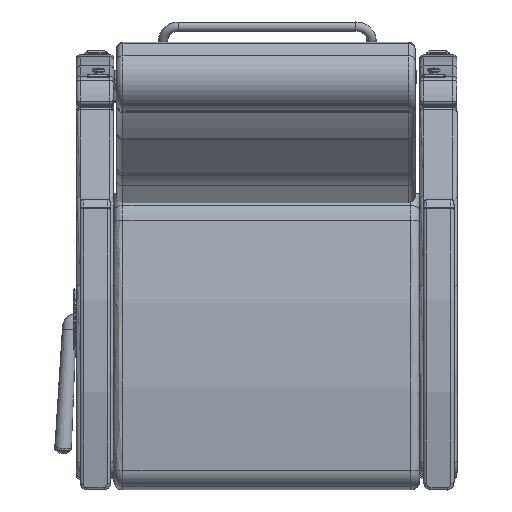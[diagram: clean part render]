
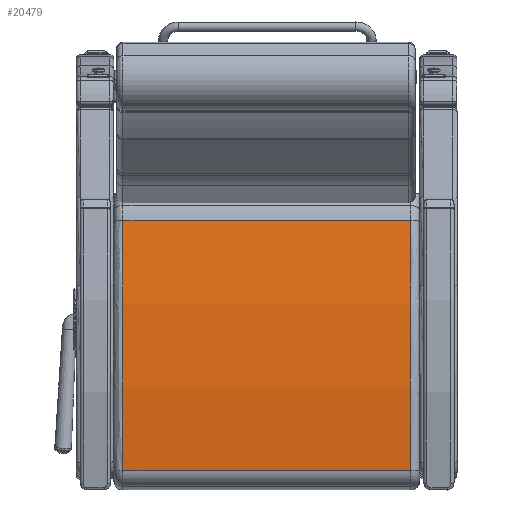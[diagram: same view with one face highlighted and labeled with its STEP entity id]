
A CAD part, front view. The second image highlights one B-rep face of the part: STEP entity #20479.
In plain terms, the highlighted free-form (B-spline) face has degree [1, 2] with [2, 3] control points.
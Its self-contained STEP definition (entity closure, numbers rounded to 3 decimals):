
#735=(
BOUNDED_SURFACE()
B_SPLINE_SURFACE(1,2,((#31138,#31139,#31140),(#31141,#31142,#31143)),
 .UNSPECIFIED.,.F.,.F.,.F.)
B_SPLINE_SURFACE_WITH_KNOTS((2,2),(3,3),(-0.193,0.193),
(1.362,1.699),.UNSPECIFIED.)
GEOMETRIC_REPRESENTATION_ITEM()
RATIONAL_B_SPLINE_SURFACE(((1.,0.986,1.),(1.,0.986,
1.)))
REPRESENTATION_ITEM('')
SURFACE()
);
#1281=ELLIPSE('',#22069,60.054,60.);
#1291=ELLIPSE('',#22097,60.054,60.);
#2249=FACE_OUTER_BOUND('',#3474,.T.);
#3474=EDGE_LOOP('',(#14354,#14355,#14356,#14357));
#4863=LINE('',#31136,#6313);
#4864=LINE('',#31145,#6314);
#6313=VECTOR('',#24656,0.394);
#6314=VECTOR('',#24659,0.394);
#8920=VERTEX_POINT('',#30928);
#8921=VERTEX_POINT('',#30929);
#8946=VERTEX_POINT('',#31135);
#8947=VERTEX_POINT('',#31144);
#11109=EDGE_CURVE('',#8920,#8921,#1281,.T.);
#11147=EDGE_CURVE('',#8921,#8946,#4863,.T.);
#11149=EDGE_CURVE('',#8920,#8947,#4864,.T.);
#11150=EDGE_CURVE('',#8946,#8947,#1291,.T.);
#14354=ORIENTED_EDGE('',*,*,#11109,.F.);
#14355=ORIENTED_EDGE('',*,*,#11149,.T.);
#14356=ORIENTED_EDGE('',*,*,#11150,.F.);
#14357=ORIENTED_EDGE('',*,*,#11147,.F.);
#20479=ADVANCED_FACE('',(#2249),#735,.F.);
#22069=AXIS2_PLACEMENT_3D('',#30930,#24588,#24589);
#22097=AXIS2_PLACEMENT_3D('',#31146,#24660,#24661);
#24588=DIRECTION('center_axis',(0.,0.,-1.));
#24589=DIRECTION('ref_axis',(1.,0.,0.));
#24656=DIRECTION('',(0.,0.,1.));
#24659=DIRECTION('',(0.,0.,1.));
#24660=DIRECTION('center_axis',(0.,0.,1.));
#24661=DIRECTION('ref_axis',(1.,0.,0.));
#30928=CARTESIAN_POINT('',(-10.045,1.256,-11.563));
#30929=CARTESIAN_POINT('',(10.111,0.445,-11.563));
#30930=CARTESIAN_POINT('Origin',(-2.35,-58.249,-11.563));
#31135=CARTESIAN_POINT('',(10.111,0.445,11.563));
#31136=CARTESIAN_POINT('',(10.111,0.445,0.));
#31138=CARTESIAN_POINT('Ctrl Pts',(10.111,0.445,-11.563));
#31139=CARTESIAN_POINT('Ctrl Pts',(0.103,2.566,-11.563));
#31140=CARTESIAN_POINT('Ctrl Pts',(-10.045,1.256,-11.563));
#31141=CARTESIAN_POINT('Ctrl Pts',(10.111,0.445,11.563));
#31142=CARTESIAN_POINT('Ctrl Pts',(0.103,2.566,11.563));
#31143=CARTESIAN_POINT('Ctrl Pts',(-10.045,1.256,11.563));
#31144=CARTESIAN_POINT('',(-10.045,1.256,11.563));
#31145=CARTESIAN_POINT('',(-10.045,1.256,0.));
#31146=CARTESIAN_POINT('Origin',(-2.35,-58.249,11.563));
